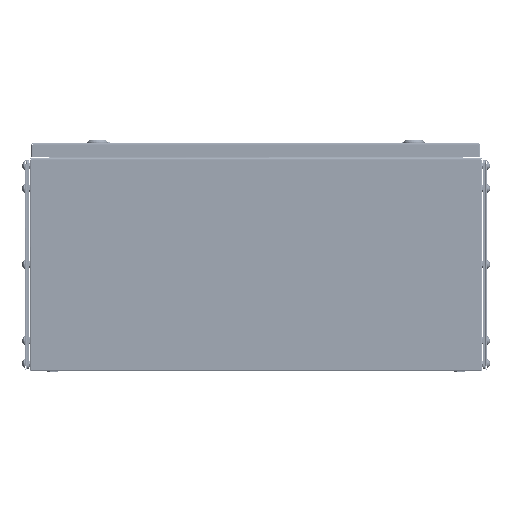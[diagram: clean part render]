
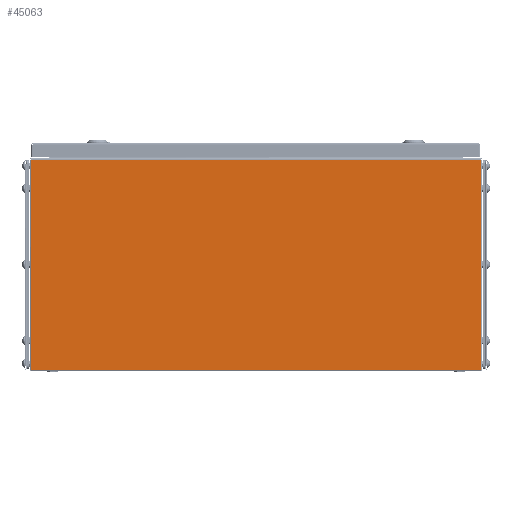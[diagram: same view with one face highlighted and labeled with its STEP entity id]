
A CAD part, left-side view. The second image highlights one B-rep face of the part: STEP entity #45063.
In plain terms, the highlighted planar face has unit normal (-1, 0, 0).
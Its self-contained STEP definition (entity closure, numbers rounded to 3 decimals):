
#1776 = CARTESIAN_POINT ( 'NONE',  ( -200., 295.5, 277.5 ) ) ;
#6825 = ORIENTED_EDGE ( 'NONE', *, *, #65971, .T. ) ;
#7369 = DIRECTION ( 'NONE',  ( 0., 1., 0. ) ) ;
#9253 = EDGE_LOOP ( 'NONE', ( #6825, #53944, #47921, #65996 ) ) ;
#12684 = LINE ( 'NONE', #37746, #79751 ) ;
#14628 = VECTOR ( 'NONE', #62575, 1000. ) ;
#17387 = DIRECTION ( 'NONE',  ( 0., 1., 0. ) ) ;
#20681 = EDGE_CURVE ( 'NONE', #78310, #51012, #78669, .T. ) ;
#26730 = VERTEX_POINT ( 'NONE', #1776 ) ;
#26906 = CARTESIAN_POINT ( 'NONE',  ( -200., -295.5, 277.5 ) ) ;
#32011 = CARTESIAN_POINT ( 'NONE',  ( -200., -295.5, 1. ) ) ;
#35452 = VECTOR ( 'NONE', #72699, 1000. ) ;
#37746 = CARTESIAN_POINT ( 'NONE',  ( -200., 295.5, 1. ) ) ;
#39006 = DIRECTION ( 'NONE',  ( 0., 0., -1. ) ) ;
#39250 = CARTESIAN_POINT ( 'NONE',  ( -200., -295.5, 0. ) ) ;
#41937 = CARTESIAN_POINT ( 'NONE',  ( -200., 295.5, 1. ) ) ;
#45063 = ADVANCED_FACE ( 'NONE', ( #56835 ), #76750, .F. ) ;
#47921 = ORIENTED_EDGE ( 'NONE', *, *, #65794, .F. ) ;
#51012 = VERTEX_POINT ( 'NONE', #64265 ) ;
#53944 = ORIENTED_EDGE ( 'NONE', *, *, #59884, .T. ) ;
#55342 = CARTESIAN_POINT ( 'NONE',  ( -200., 295.5, 0. ) ) ;
#56835 = FACE_OUTER_BOUND ( 'NONE', #9253, .T. ) ;
#59884 = EDGE_CURVE ( 'NONE', #26730, #83024, #81238, .T. ) ;
#62480 = AXIS2_PLACEMENT_3D ( 'NONE', #83535, #82712, #39006 ) ;
#62575 = DIRECTION ( 'NONE',  ( 0., 0., -1. ) ) ;
#64265 = CARTESIAN_POINT ( 'NONE',  ( -200., -295.5, 277.5 ) ) ;
#65794 = EDGE_CURVE ( 'NONE', #78310, #83024, #12684, .T. ) ;
#65971 = EDGE_CURVE ( 'NONE', #51012, #26730, #66765, .T. ) ;
#65996 = ORIENTED_EDGE ( 'NONE', *, *, #20681, .T. ) ;
#66765 = LINE ( 'NONE', #26906, #71619 ) ;
#71619 = VECTOR ( 'NONE', #7369, 1000. ) ;
#72699 = DIRECTION ( 'NONE',  ( 0., 0., 1. ) ) ;
#76750 = PLANE ( 'NONE',  #62480 ) ;
#78310 = VERTEX_POINT ( 'NONE', #32011 ) ;
#78669 = LINE ( 'NONE', #39250, #35452 ) ;
#79751 = VECTOR ( 'NONE', #17387, 1000. ) ;
#81238 = LINE ( 'NONE', #55342, #14628 ) ;
#82712 = DIRECTION ( 'NONE',  ( 1., 0., 0. ) ) ;
#83024 = VERTEX_POINT ( 'NONE', #41937 ) ;
#83535 = CARTESIAN_POINT ( 'NONE',  ( -200., 0., 0. ) ) ;
